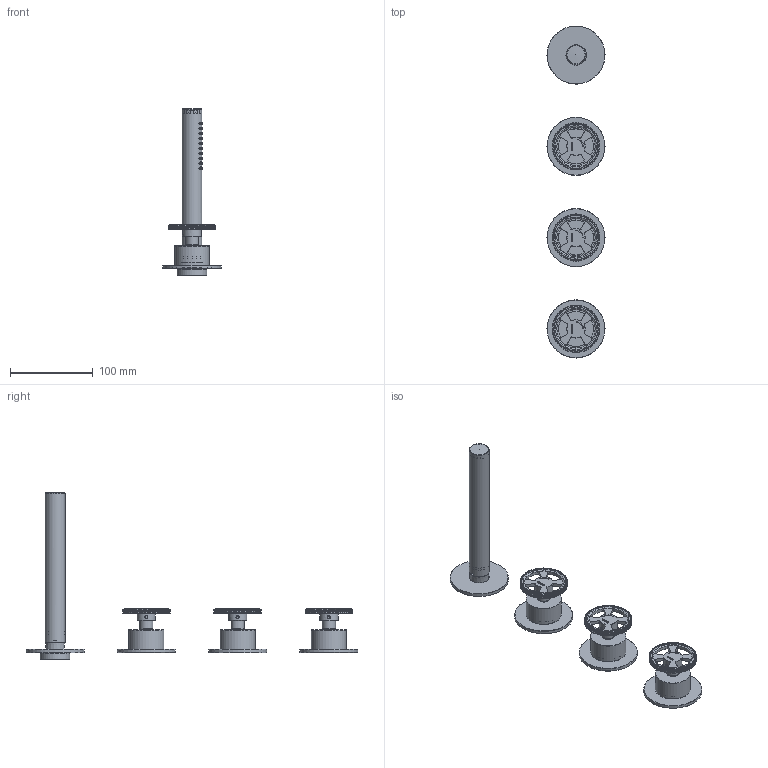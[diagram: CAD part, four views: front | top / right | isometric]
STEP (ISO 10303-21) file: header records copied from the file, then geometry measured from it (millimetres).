
FILE_DESCRIPTION(/* description */ ('Unknown'),/* implementation_level */ '2;1');
FILE_NAME(/* name */ 'CW174-00',/* time_stamp */ '2025-03-25T17:26:10+01:00',/* author */ ('Unknown'),/* organization */ ('Unknown'),/* preprocessor_version */ 'ST-DEVELOPER v19.4',/* originating_system */ 'Solid Edge',/* authorisation */ 'Unknown');
FILE_SCHEMA (('AUTOMOTIVE_DESIGN {1 0 10303 214 3 1 1}'));
Length unit declared in the file: millimetre
Products named in the file (17): CW174-00; CW003-02; CB005-16; CW003-08; CW023-01; CW072-02; CW033-03; CW072-002_oa_0; grp doccia_oa_1; CW003-01; M354-00_oa_2; M354-001_oa_3; C101014_02100ZZ; A089014_00101ZZ; A064038_12900ZZ; CW072-01; CW023-03
Assembly tree (23 placements, depth 4):
  CW174-00
    CW003-02  x3
    CB005-16  x2
    CW003-08  x3
    CW023-01  x3
    CW072-02
    CW033-03
    CW072-002_oa_0
      grp doccia_oa_1
    CW003-01
    M354-00_oa_2
      M354-001_oa_3
        C101014_02100ZZ
        A089014_00101ZZ
        A064038_12900ZZ
    CW072-01
    CW023-03
Bounding box: 70 x 400 x 200.85 mm (x, y, z)
Volume: 118158.1 mm3; surface area: 123731.8 mm2
Topology: 20 solids, 20 shells, 5973 faces, 14434 edges, 8601 vertices
Faces by surface type: bspline 2443, cylinder 1767, torus 958, plane 659, cone 145, sphere 1
Full cylindrical faces by diameter (mm): 3.2 x40, 3.242 x3, 4 x3, 5 x3, 7.3 x3, 10.9 x3, 11.3 x3, 11.5 x3, 12.5 x3, 14 x12, 14.2 x3, 15 x3, 16 x3, 19 x1, 20 x3, 21.166 x1, 22 x5, 23 x2, 24 x2, 28 x1, 30.291 x1, 30.5 x2, 33.5 x1, 34 x3, 35.7 x1, 36.917 x3, 38 x3, 39 x3, 39.917 x1, 40.5 x3
Entity records: 228111 total; most frequent: CARTESIAN_POINT 78302, ORIENTED_EDGE 26676, DIRECTION 20195, EDGE_CURVE 13338, AXIS2_PLACEMENT_3D 8721, VERTEX_POINT 8017, FACE_BOUND 6305, EDGE_LOOP 6304
